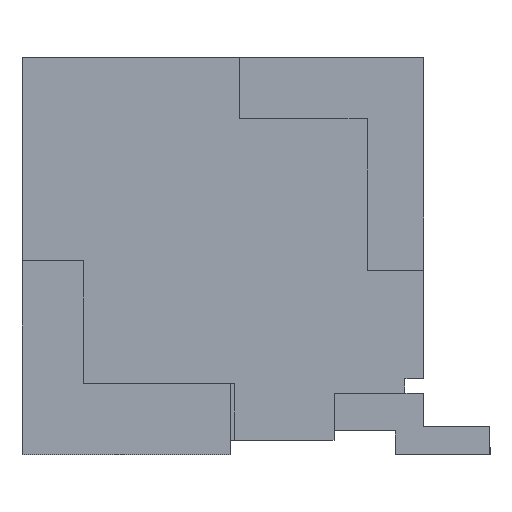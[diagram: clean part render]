
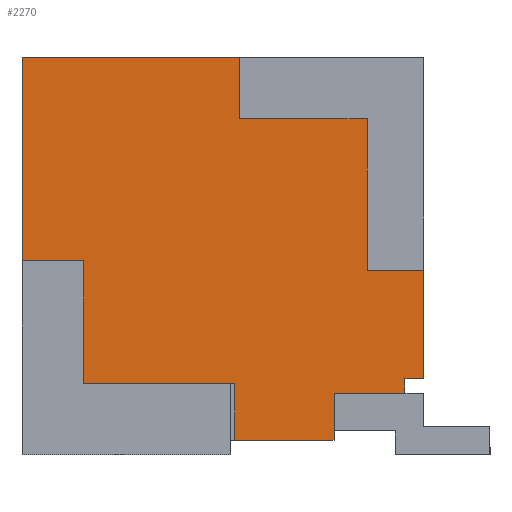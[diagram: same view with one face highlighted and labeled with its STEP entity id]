
A CAD part, left-side view. The second image highlights one B-rep face of the part: STEP entity #2270.
In plain terms, the highlighted planar face has unit normal (-1, 0, 0).
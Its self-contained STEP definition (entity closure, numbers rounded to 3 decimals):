
#98=FACE_OUTER_BOUND('',#214,.T.);
#214=EDGE_LOOP('',(#1643,#1644,#1645,#1646,#1647,#1648,#1649,#1650,#1651,
#1652,#1653,#1654,#1655,#1656,#1657,#1658));
#333=LINE('',#3100,#655);
#354=LINE('',#3142,#676);
#386=LINE('',#3202,#708);
#409=LINE('',#3247,#731);
#417=LINE('',#3263,#739);
#418=LINE('',#3265,#740);
#419=LINE('',#3267,#741);
#420=LINE('',#3269,#742);
#421=LINE('',#3271,#743);
#422=LINE('',#3273,#744);
#423=LINE('',#3275,#745);
#424=LINE('',#3277,#746);
#425=LINE('',#3279,#747);
#426=LINE('',#3281,#748);
#427=LINE('',#3282,#749);
#428=LINE('',#3283,#750);
#655=VECTOR('',#2529,1000.);
#676=VECTOR('',#2562,1000.);
#708=VECTOR('',#2604,1000.);
#731=VECTOR('',#2637,1000.);
#739=VECTOR('',#2653,1000.);
#740=VECTOR('',#2654,1000.);
#741=VECTOR('',#2655,1000.);
#742=VECTOR('',#2656,1000.);
#743=VECTOR('',#2657,1000.);
#744=VECTOR('',#2658,1000.);
#745=VECTOR('',#2659,1000.);
#746=VECTOR('',#2660,1000.);
#747=VECTOR('',#2661,1000.);
#748=VECTOR('',#2662,1000.);
#749=VECTOR('',#2663,1000.);
#750=VECTOR('',#2664,1000.);
#973=VERTEX_POINT('',#3097);
#974=VERTEX_POINT('',#3099);
#988=VERTEX_POINT('',#3139);
#989=VERTEX_POINT('',#3141);
#1029=VERTEX_POINT('',#3245);
#1032=VERTEX_POINT('',#3261);
#1033=VERTEX_POINT('',#3262);
#1034=VERTEX_POINT('',#3264);
#1035=VERTEX_POINT('',#3266);
#1036=VERTEX_POINT('',#3268);
#1037=VERTEX_POINT('',#3270);
#1038=VERTEX_POINT('',#3272);
#1039=VERTEX_POINT('',#3274);
#1040=VERTEX_POINT('',#3276);
#1041=VERTEX_POINT('',#3278);
#1042=VERTEX_POINT('',#3280);
#1187=EDGE_CURVE('',#974,#973,#333,.T.);
#1208=EDGE_CURVE('',#989,#988,#354,.T.);
#1240=EDGE_CURVE('',#988,#974,#386,.T.);
#1263=EDGE_CURVE('',#973,#1029,#409,.T.);
#1271=EDGE_CURVE('',#1032,#1033,#417,.T.);
#1272=EDGE_CURVE('',#1033,#1034,#418,.T.);
#1273=EDGE_CURVE('',#1034,#1035,#419,.T.);
#1274=EDGE_CURVE('',#1035,#1036,#420,.T.);
#1275=EDGE_CURVE('',#1037,#1036,#421,.T.);
#1276=EDGE_CURVE('',#1037,#1038,#422,.T.);
#1277=EDGE_CURVE('',#1038,#1039,#423,.T.);
#1278=EDGE_CURVE('',#1039,#1040,#424,.T.);
#1279=EDGE_CURVE('',#1040,#1041,#425,.T.);
#1280=EDGE_CURVE('',#1041,#1042,#426,.T.);
#1281=EDGE_CURVE('',#1042,#989,#427,.T.);
#1282=EDGE_CURVE('',#1032,#1029,#428,.T.);
#1643=ORIENTED_EDGE('',*,*,#1271,.T.);
#1644=ORIENTED_EDGE('',*,*,#1272,.T.);
#1645=ORIENTED_EDGE('',*,*,#1273,.T.);
#1646=ORIENTED_EDGE('',*,*,#1274,.T.);
#1647=ORIENTED_EDGE('',*,*,#1275,.F.);
#1648=ORIENTED_EDGE('',*,*,#1276,.T.);
#1649=ORIENTED_EDGE('',*,*,#1277,.T.);
#1650=ORIENTED_EDGE('',*,*,#1278,.T.);
#1651=ORIENTED_EDGE('',*,*,#1279,.T.);
#1652=ORIENTED_EDGE('',*,*,#1280,.T.);
#1653=ORIENTED_EDGE('',*,*,#1281,.T.);
#1654=ORIENTED_EDGE('',*,*,#1208,.T.);
#1655=ORIENTED_EDGE('',*,*,#1240,.T.);
#1656=ORIENTED_EDGE('',*,*,#1187,.T.);
#1657=ORIENTED_EDGE('',*,*,#1263,.T.);
#1658=ORIENTED_EDGE('',*,*,#1282,.F.);
#2154=PLANE('',#2400);
#2270=ADVANCED_FACE('',(#98),#2154,.F.);
#2400=AXIS2_PLACEMENT_3D('',#3260,#2651,#2652);
#2529=DIRECTION('',(0.,0.,1.));
#2562=DIRECTION('',(0.,0.,1.));
#2604=DIRECTION('',(0.,-1.,0.));
#2637=DIRECTION('',(0.,-1.,0.));
#2651=DIRECTION('center_axis',(1.,0.,0.));
#2652=DIRECTION('ref_axis',(0.,0.,-1.));
#2653=DIRECTION('',(0.,1.,0.));
#2654=DIRECTION('',(0.,0.,1.));
#2655=DIRECTION('',(0.,1.,0.));
#2656=DIRECTION('',(0.,0.,1.));
#2657=DIRECTION('',(0.,-1.,0.));
#2658=DIRECTION('',(0.,0.,-1.));
#2659=DIRECTION('',(0.,-1.,0.));
#2660=DIRECTION('',(0.,0.,-1.));
#2661=DIRECTION('',(0.,-1.,0.));
#2662=DIRECTION('',(0.,0.,-1.));
#2663=DIRECTION('',(0.,-1.,0.));
#2664=DIRECTION('',(0.,0.,-1.));
#3097=CARTESIAN_POINT('',(-4.75,0.4,0.8));
#3099=CARTESIAN_POINT('',(-4.75,0.4,0.65));
#3100=CARTESIAN_POINT('',(-4.75,0.4,0.65));
#3139=CARTESIAN_POINT('',(-4.75,1.15,0.65));
#3141=CARTESIAN_POINT('',(-4.75,1.15,0.15));
#3142=CARTESIAN_POINT('',(-4.75,1.15,0.15));
#3202=CARTESIAN_POINT('',(-4.75,1.15,0.65));
#3245=CARTESIAN_POINT('',(-4.75,0.2,0.8));
#3247=CARTESIAN_POINT('',(-4.75,0.4,0.8));
#3260=CARTESIAN_POINT('Origin',(-4.75,0.2,4.2));
#3261=CARTESIAN_POINT('',(-4.75,0.2,1.95));
#3262=CARTESIAN_POINT('',(-4.75,0.8,1.95));
#3263=CARTESIAN_POINT('',(-4.75,0.8,1.95));
#3264=CARTESIAN_POINT('',(-4.75,0.8,3.55));
#3265=CARTESIAN_POINT('',(-4.75,0.8,3.55));
#3266=CARTESIAN_POINT('',(-4.75,2.15,3.55));
#3267=CARTESIAN_POINT('',(-4.75,2.15,3.55));
#3268=CARTESIAN_POINT('',(-4.75,2.15,4.2));
#3269=CARTESIAN_POINT('',(-4.75,2.15,4.2));
#3270=CARTESIAN_POINT('',(-4.75,4.45,4.2));
#3271=CARTESIAN_POINT('',(-4.75,0.2,4.2));
#3272=CARTESIAN_POINT('',(-4.75,4.45,2.05));
#3273=CARTESIAN_POINT('',(-4.75,4.45,4.2));
#3274=CARTESIAN_POINT('',(-4.75,3.8,2.05));
#3275=CARTESIAN_POINT('',(-4.75,4.45,2.05));
#3276=CARTESIAN_POINT('',(-4.75,3.8,0.75));
#3277=CARTESIAN_POINT('',(-4.75,3.8,2.05));
#3278=CARTESIAN_POINT('',(-4.75,2.2,0.75));
#3279=CARTESIAN_POINT('',(-4.75,3.8,0.75));
#3280=CARTESIAN_POINT('',(-4.75,2.2,0.15));
#3281=CARTESIAN_POINT('',(-4.75,2.2,0.75));
#3282=CARTESIAN_POINT('',(-4.75,0.2,0.15));
#3283=CARTESIAN_POINT('',(-4.75,0.2,4.2));
